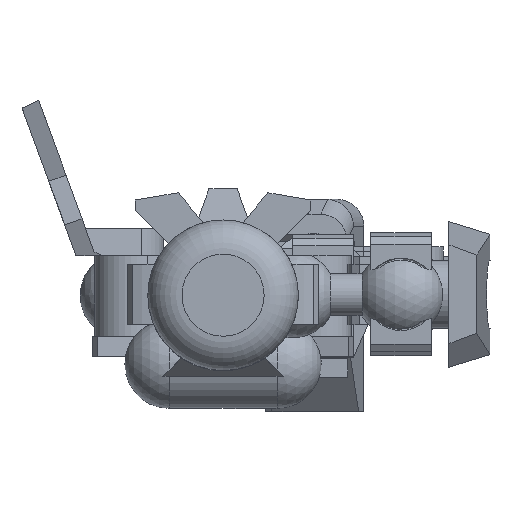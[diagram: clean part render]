
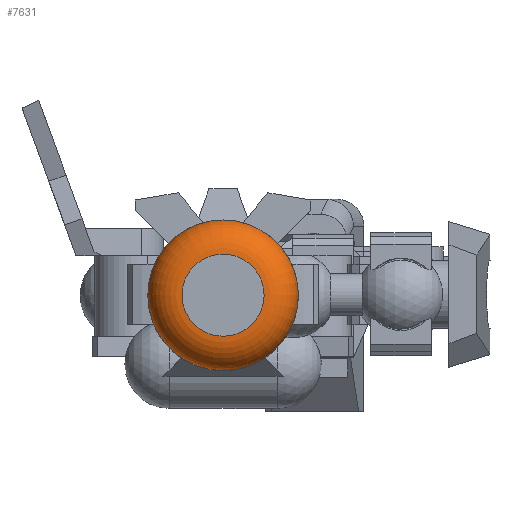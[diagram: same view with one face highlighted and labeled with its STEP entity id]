
A CAD part, top view. The second image highlights one B-rep face of the part: STEP entity #7631.
In plain terms, the highlighted toroidal (fillet/blend) face has major radius 3 mm and minor radius 2.5 mm.
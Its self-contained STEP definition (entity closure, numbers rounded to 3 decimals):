
#27=TOROIDAL_SURFACE('',#8235,3.,2.5);
#2062=FACE_OUTER_BOUND('',#2516,.T.);
#2516=EDGE_LOOP('',(#5844,#5845,#5846,#5847,#5848));
#2966=CIRCLE('',#8225,5.5);
#2970=CIRCLE('',#8230,5.5);
#2971=CIRCLE('',#8236,3.);
#2972=CIRCLE('',#8237,2.5);
#3425=VERTEX_POINT('',#12272);
#3426=VERTEX_POINT('',#12273);
#3432=VERTEX_POINT('',#12295);
#4316=EDGE_CURVE('',#3425,#3426,#2966,.T.);
#4324=EDGE_CURVE('',#3426,#3425,#2970,.T.);
#4327=EDGE_CURVE('',#3432,#3432,#2971,.T.);
#4328=EDGE_CURVE('',#3432,#3426,#2972,.T.);
#5844=ORIENTED_EDGE('',*,*,#4327,.T.);
#5845=ORIENTED_EDGE('',*,*,#4328,.T.);
#5846=ORIENTED_EDGE('',*,*,#4324,.T.);
#5847=ORIENTED_EDGE('',*,*,#4316,.T.);
#5848=ORIENTED_EDGE('',*,*,#4328,.F.);
#7631=ADVANCED_FACE('',(#2062),#27,.T.);
#8225=AXIS2_PLACEMENT_3D('',#12274,#9359,#9360);
#8230=AXIS2_PLACEMENT_3D('',#12287,#9372,#9373);
#8235=AXIS2_PLACEMENT_3D('',#12294,#9384,#9385);
#8236=AXIS2_PLACEMENT_3D('',#12296,#9386,#9387);
#8237=AXIS2_PLACEMENT_3D('',#12297,#9388,#9389);
#9359=DIRECTION('center_axis',(0.,0.,
1.));
#9360=DIRECTION('ref_axis',(-1.,0.,0.));
#9372=DIRECTION('center_axis',(0.,0.,
1.));
#9373=DIRECTION('ref_axis',(-1.,0.,0.));
#9384=DIRECTION('center_axis',(0.,0.,
1.));
#9385=DIRECTION('ref_axis',(1.,0.,0.));
#9386=DIRECTION('center_axis',(0.,0.,
-1.));
#9387=DIRECTION('ref_axis',(-1.,0.,0.));
#9388=DIRECTION('center_axis',(0.,-1.,0.));
#9389=DIRECTION('ref_axis',(-1.,0.,0.));
#12272=CARTESIAN_POINT('',(5.5,0.,43.8));
#12273=CARTESIAN_POINT('',(-5.5,0.,43.8));
#12274=CARTESIAN_POINT('Origin',(0.,0.,
43.8));
#12287=CARTESIAN_POINT('Origin',(0.,0.,
43.8));
#12294=CARTESIAN_POINT('Origin',(0.,0.,
43.8));
#12295=CARTESIAN_POINT('',(-3.,0.,46.3));
#12296=CARTESIAN_POINT('Origin',(0.,0.,
46.3));
#12297=CARTESIAN_POINT('Origin',(-3.,0.,43.8));
